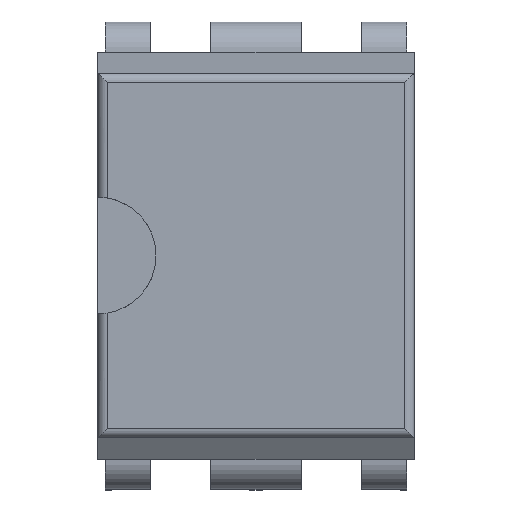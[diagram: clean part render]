
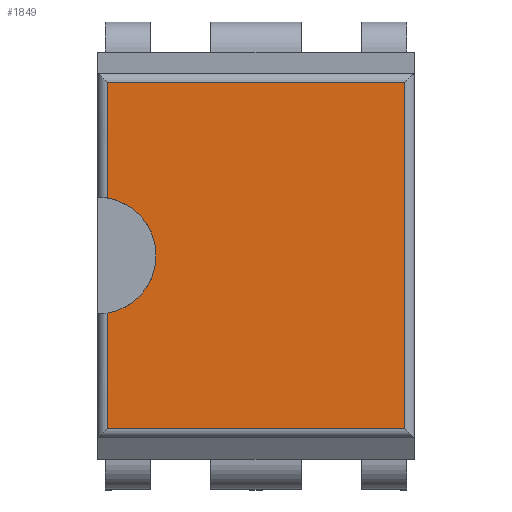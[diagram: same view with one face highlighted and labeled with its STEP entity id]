
A CAD part, top view. The second image highlights one B-rep face of the part: STEP entity #1849.
In plain terms, the highlighted planar face has unit normal (0, 0, 1).
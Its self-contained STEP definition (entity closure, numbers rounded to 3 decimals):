
#125=PLANE('',#2016);
#220=FACE_OUTER_BOUND('',#315,.T.);
#315=EDGE_LOOP('',(#1724,#1725,#1726,#1727,#1728,#1729));
#518=LINE('',#3013,#735);
#519=LINE('',#3019,#736);
#521=LINE('',#3025,#738);
#523=LINE('',#3035,#740);
#525=LINE('',#3041,#742);
#735=VECTOR('',#2456,10.);
#736=VECTOR('',#2463,10.);
#738=VECTOR('',#2469,10.);
#740=VECTOR('',#2479,10.);
#742=VECTOR('',#2485,10.);
#776=CIRCLE('',#2012,0.984);
#936=VERTEX_POINT('',#3001);
#937=VERTEX_POINT('',#3012);
#939=VERTEX_POINT('',#3018);
#941=VERTEX_POINT('',#3024);
#945=VERTEX_POINT('',#3034);
#947=VERTEX_POINT('',#3040);
#1185=EDGE_CURVE('',#936,#937,#518,.T.);
#1188=EDGE_CURVE('',#937,#939,#519,.T.);
#1191=EDGE_CURVE('',#939,#941,#521,.T.);
#1196=EDGE_CURVE('',#941,#945,#523,.T.);
#1199=EDGE_CURVE('',#945,#947,#525,.T.);
#1210=EDGE_CURVE('',#936,#947,#776,.T.);
#1724=ORIENTED_EDGE('',*,*,#1185,.F.);
#1725=ORIENTED_EDGE('',*,*,#1210,.T.);
#1726=ORIENTED_EDGE('',*,*,#1199,.F.);
#1727=ORIENTED_EDGE('',*,*,#1196,.F.);
#1728=ORIENTED_EDGE('',*,*,#1191,.F.);
#1729=ORIENTED_EDGE('',*,*,#1188,.F.);
#1849=ADVANCED_FACE('',(#220),#125,.T.);
#2012=AXIS2_PLACEMENT_3D('',#3068,#2505,#2506);
#2016=AXIS2_PLACEMENT_3D('',#3073,#2514,#2515);
#2456=DIRECTION('',(0.,1.,0.));
#2463=DIRECTION('',(1.,0.,0.));
#2469=DIRECTION('',(0.,-1.,0.));
#2479=DIRECTION('',(-1.,0.,0.));
#2485=DIRECTION('',(0.,1.,0.));
#2505=DIRECTION('center_axis',(0.,0.,-1.));
#2506=DIRECTION('ref_axis',(-1.,0.,0.));
#2514=DIRECTION('center_axis',(0.,0.,1.));
#2515=DIRECTION('ref_axis',(1.,0.,0.));
#3001=CARTESIAN_POINT('',(-2.51,0.972,3.883));
#3012=CARTESIAN_POINT('',(-2.51,2.916,3.883));
#3013=CARTESIAN_POINT('',(-2.51,1.715,3.883));
#3018=CARTESIAN_POINT('',(2.51,2.916,3.883));
#3019=CARTESIAN_POINT('',(-1.334,2.916,3.883));
#3024=CARTESIAN_POINT('',(2.51,-2.916,3.883));
#3025=CARTESIAN_POINT('',(2.51,-1.715,3.883));
#3034=CARTESIAN_POINT('',(-2.51,-2.916,3.883));
#3035=CARTESIAN_POINT('',(-1.334,-2.916,3.883));
#3040=CARTESIAN_POINT('',(-2.51,-0.972,3.883));
#3041=CARTESIAN_POINT('',(-2.51,1.715,3.883));
#3068=CARTESIAN_POINT('Origin',(-2.667,0.,3.883));
#3073=CARTESIAN_POINT('Origin',(0.,0.,
3.883));
